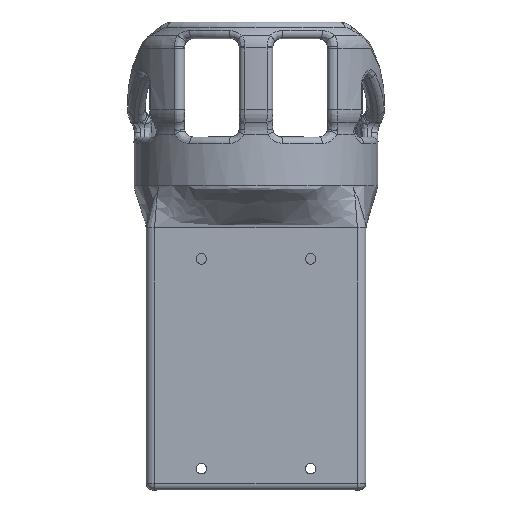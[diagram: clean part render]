
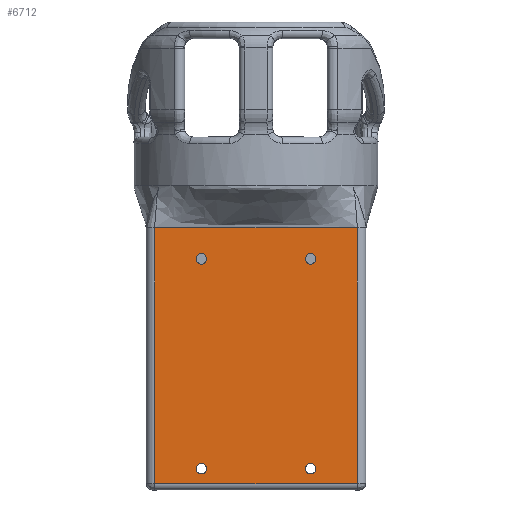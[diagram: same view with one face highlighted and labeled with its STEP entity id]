
A CAD part, top view. The second image highlights one B-rep face of the part: STEP entity #6712.
In plain terms, the highlighted planar face has unit normal (0, 0, 1).
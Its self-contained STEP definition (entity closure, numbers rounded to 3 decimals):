
#326=FACE_BOUND('',#1925,.T.);
#327=FACE_BOUND('',#1926,.T.);
#328=FACE_BOUND('',#1927,.T.);
#329=FACE_BOUND('',#1928,.T.);
#563=CIRCLE('',#7362,1.25);
#564=CIRCLE('',#7363,1.25);
#565=CIRCLE('',#7364,1.25);
#566=CIRCLE('',#7365,1.25);
#952=LINE('',#14702,#1157);
#958=LINE('',#14728,#1163);
#959=LINE('',#14732,#1164);
#960=LINE('',#14733,#1165);
#1157=VECTOR('',#8674,10.);
#1163=VECTOR('',#8696,10.);
#1164=VECTOR('',#8701,10.);
#1165=VECTOR('',#8702,10.);
#1259=PLANE('',#7361);
#1467=FACE_OUTER_BOUND('',#1924,.T.);
#1924=EDGE_LOOP('',(#5112,#5113,#5114,#5115));
#1925=EDGE_LOOP('',(#5116));
#1926=EDGE_LOOP('',(#5117));
#1927=EDGE_LOOP('',(#5118));
#1928=EDGE_LOOP('',(#5119));
#2844=VERTEX_POINT('',#14694);
#2846=VERTEX_POINT('',#14700);
#2849=VERTEX_POINT('',#14727);
#2850=VERTEX_POINT('',#14731);
#2851=VERTEX_POINT('',#14734);
#2852=VERTEX_POINT('',#14736);
#2853=VERTEX_POINT('',#14738);
#2854=VERTEX_POINT('',#14740);
#3645=EDGE_CURVE('',#2846,#2844,#952,.T.);
#3655=EDGE_CURVE('',#2844,#2849,#958,.T.);
#3657=EDGE_CURVE('',#2850,#2846,#959,.T.);
#3658=EDGE_CURVE('',#2849,#2850,#960,.T.);
#3659=EDGE_CURVE('',#2851,#2851,#563,.T.);
#3660=EDGE_CURVE('',#2852,#2852,#564,.T.);
#3661=EDGE_CURVE('',#2853,#2853,#565,.T.);
#3662=EDGE_CURVE('',#2854,#2854,#566,.T.);
#5112=ORIENTED_EDGE('',*,*,#3645,.F.);
#5113=ORIENTED_EDGE('',*,*,#3657,.F.);
#5114=ORIENTED_EDGE('',*,*,#3658,.F.);
#5115=ORIENTED_EDGE('',*,*,#3655,.F.);
#5116=ORIENTED_EDGE('',*,*,#3659,.T.);
#5117=ORIENTED_EDGE('',*,*,#3660,.T.);
#5118=ORIENTED_EDGE('',*,*,#3661,.T.);
#5119=ORIENTED_EDGE('',*,*,#3662,.T.);
#6712=ADVANCED_FACE('',(#1467,#326,#327,#328,#329),#1259,.T.);
#7361=AXIS2_PLACEMENT_3D('',#14730,#8699,#8700);
#7362=AXIS2_PLACEMENT_3D('',#14735,#8703,#8704);
#7363=AXIS2_PLACEMENT_3D('',#14737,#8705,#8706);
#7364=AXIS2_PLACEMENT_3D('',#14739,#8707,#8708);
#7365=AXIS2_PLACEMENT_3D('',#14741,#8709,#8710);
#8674=DIRECTION('',(-1.,0.,0.));
#8696=DIRECTION('',(0.,1.,0.));
#8699=DIRECTION('center_axis',(0.,0.,1.));
#8700=DIRECTION('ref_axis',(1.,0.,0.));
#8701=DIRECTION('',(0.,-1.,0.));
#8702=DIRECTION('',(1.,0.,0.));
#8703=DIRECTION('center_axis',(0.,0.,-1.));
#8704=DIRECTION('ref_axis',(-1.,0.,0.));
#8705=DIRECTION('center_axis',(0.,0.,-1.));
#8706=DIRECTION('ref_axis',(-1.,0.,0.));
#8707=DIRECTION('center_axis',(0.,0.,-1.));
#8708=DIRECTION('ref_axis',(-1.,0.,0.));
#8709=DIRECTION('center_axis',(0.,0.,-1.));
#8710=DIRECTION('ref_axis',(-1.,0.,0.));
#14694=CARTESIAN_POINT('',(2.,15.231,0.));
#14700=CARTESIAN_POINT('',(50.33,15.231,0.));
#14702=CARTESIAN_POINT('',(26.165,15.231,0.));
#14727=CARTESIAN_POINT('',(2.,76.2,0.));
#14728=CARTESIAN_POINT('',(2.,0.,0.));
#14730=CARTESIAN_POINT('Origin',(0.,0.,0.));
#14731=CARTESIAN_POINT('',(50.33,76.2,0.));
#14732=CARTESIAN_POINT('',(50.33,0.,0.));
#14733=CARTESIAN_POINT('',(0.,76.2,0.));
#14734=CARTESIAN_POINT('',(14.415,18.803,0.));
#14735=CARTESIAN_POINT('Origin',(13.165,18.803,0.));
#14736=CARTESIAN_POINT('',(14.415,68.803,0.));
#14737=CARTESIAN_POINT('Origin',(13.165,68.803,0.));
#14738=CARTESIAN_POINT('',(40.415,68.803,0.));
#14739=CARTESIAN_POINT('Origin',(39.165,68.803,0.));
#14740=CARTESIAN_POINT('',(40.415,18.803,0.));
#14741=CARTESIAN_POINT('Origin',(39.165,18.803,0.));
